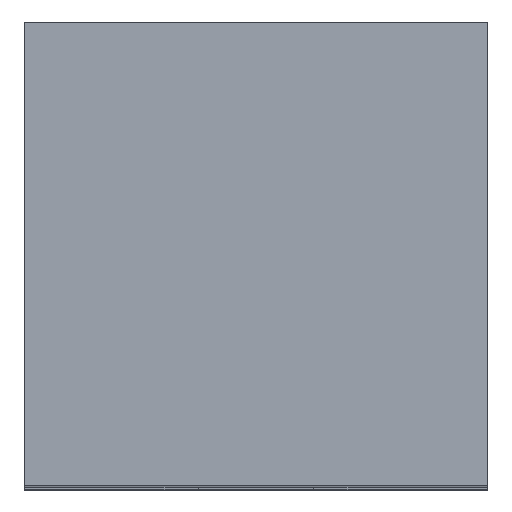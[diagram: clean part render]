
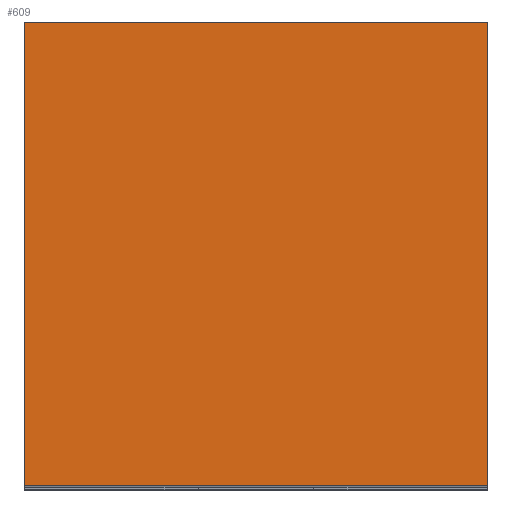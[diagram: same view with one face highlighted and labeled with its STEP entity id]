
A CAD part, top view. The second image highlights one B-rep face of the part: STEP entity #609.
In plain terms, the highlighted planar face has unit normal (0, 0, 1).
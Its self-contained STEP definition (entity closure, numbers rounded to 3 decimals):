
#37=FACE_OUTER_BOUND('',#69,.T.);
#69=EDGE_LOOP('',(#453,#454,#455,#456));
#108=LINE('',#890,#192);
#123=LINE('',#919,#207);
#124=LINE('',#922,#208);
#125=LINE('',#923,#209);
#192=VECTOR('',#726,10.);
#207=VECTOR('',#749,10.);
#208=VECTOR('',#752,10.);
#209=VECTOR('',#753,10.);
#271=VERTEX_POINT('',#887);
#272=VERTEX_POINT('',#889);
#282=VERTEX_POINT('',#917);
#283=VERTEX_POINT('',#921);
#332=EDGE_CURVE('',#271,#272,#108,.T.);
#347=EDGE_CURVE('',#282,#272,#123,.T.);
#348=EDGE_CURVE('',#282,#283,#124,.T.);
#349=EDGE_CURVE('',#283,#271,#125,.T.);
#453=ORIENTED_EDGE('',*,*,#348,.F.);
#454=ORIENTED_EDGE('',*,*,#347,.T.);
#455=ORIENTED_EDGE('',*,*,#332,.F.);
#456=ORIENTED_EDGE('',*,*,#349,.F.);
#577=PLANE('',#668);
#609=ADVANCED_FACE('',(#37),#577,.T.);
#668=AXIS2_PLACEMENT_3D('',#920,#750,#751);
#726=DIRECTION('',(1.,0.,0.));
#749=DIRECTION('',(0.,1.,0.));
#750=DIRECTION('center_axis',(0.,0.,1.));
#751=DIRECTION('ref_axis',(1.,0.,0.));
#752=DIRECTION('',(-1.,0.,0.));
#753=DIRECTION('',(0.,1.,0.));
#887=CARTESIAN_POINT('',(0.,120.,0.));
#889=CARTESIAN_POINT('',(120.,120.,0.));
#890=CARTESIAN_POINT('',(0.,120.,0.));
#917=CARTESIAN_POINT('',(120.,0.,0.));
#919=CARTESIAN_POINT('',(120.,0.,0.));
#920=CARTESIAN_POINT('Origin',(0.,0.,0.));
#921=CARTESIAN_POINT('',(0.,0.,0.));
#922=CARTESIAN_POINT('',(120.,0.,0.));
#923=CARTESIAN_POINT('',(0.,0.,0.));
